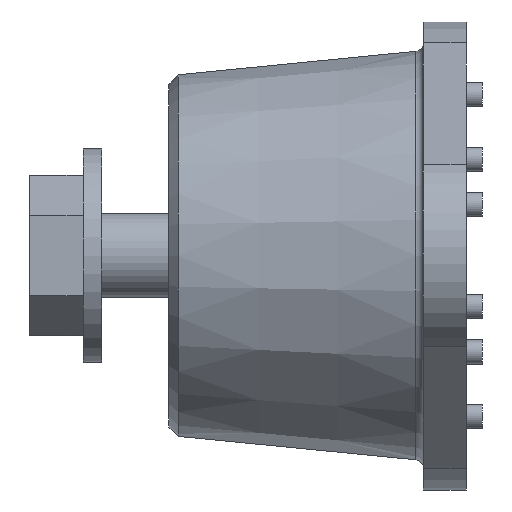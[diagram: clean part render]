
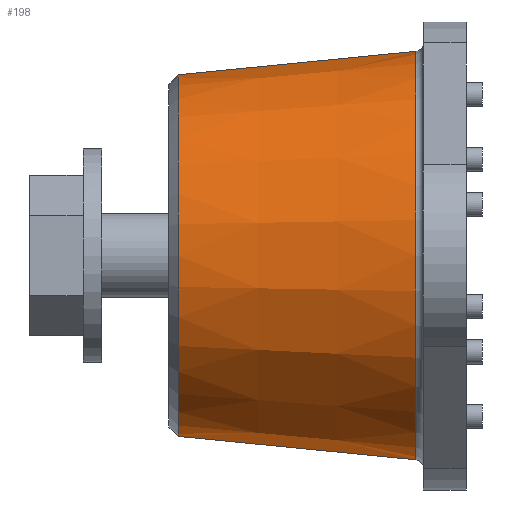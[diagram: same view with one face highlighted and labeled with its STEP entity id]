
A CAD part, left-side view. The second image highlights one B-rep face of the part: STEP entity #198.
In plain terms, the highlighted conical face has half-angle 5.618 degrees and reference radius 19.431 mm.
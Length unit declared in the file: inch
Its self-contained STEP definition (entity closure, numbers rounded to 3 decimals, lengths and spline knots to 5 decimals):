
#68 = EDGE_CURVE ( 'NONE', #722, #1617, #816, .T. ) ;
#99 = LINE ( 'NONE', #561, #884 ) ;
#198 = ADVANCED_FACE ( 'NONE', ( #541 ), #532, .T. ) ;
#202 = EDGE_CURVE ( 'NONE', #302, #1617, #2263, .T. ) ;
#302 = VERTEX_POINT ( 'NONE', #942 ) ;
#406 = CARTESIAN_POINT ( 'NONE',  ( 0., 1.075, 0. ) ) ;
#532 = CONICAL_SURFACE ( 'NONE', #1982, 0.765, 0.098 ) ;
#533 = EDGE_LOOP ( 'NONE', ( #1732, #2458, #2501, #785 ) ) ;
#541 = FACE_OUTER_BOUND ( 'NONE', #533, .T. ) ;
#561 = CARTESIAN_POINT ( 'NONE',  ( 0., 0.16, -0.765 ) ) ;
#623 = DIRECTION ( 'NONE',  ( 0., 0., 1. ) ) ;
#659 = EDGE_CURVE ( 'NONE', #302, #1798, #1746, .T. ) ;
#722 = VERTEX_POINT ( 'NONE', #2086 ) ;
#785 = ORIENTED_EDGE ( 'NONE', *, *, #68, .T. ) ;
#816 = CIRCLE ( 'NONE', #2639, 0.76223 ) ;
#884 = VECTOR ( 'NONE', #2222, 39.37008 ) ;
#915 = CARTESIAN_POINT ( 'NONE',  ( 0., 0.16, 0.765 ) ) ;
#942 = CARTESIAN_POINT ( 'NONE',  ( 0., 1.075, 0.675 ) ) ;
#1391 = DIRECTION ( 'NONE',  ( 0., 0., -1. ) ) ;
#1555 = DIRECTION ( 'NONE',  ( 0., 0., -1. ) ) ;
#1560 = EDGE_CURVE ( 'NONE', #1798, #722, #99, .T. ) ;
#1580 = DIRECTION ( 'NONE',  ( 0., -1., 0. ) ) ;
#1586 = DIRECTION ( 'NONE',  ( 0., -0.995, 0.098 ) ) ;
#1617 = VERTEX_POINT ( 'NONE', #2697 ) ;
#1732 = ORIENTED_EDGE ( 'NONE', *, *, #202, .F. ) ;
#1746 = CIRCLE ( 'NONE', #2153, 0.675 ) ;
#1798 = VERTEX_POINT ( 'NONE', #2536 ) ;
#1808 = CARTESIAN_POINT ( 'NONE',  ( 0., 0.18819, 0. ) ) ;
#1982 = AXIS2_PLACEMENT_3D ( 'NONE', #2822, #3086, #1391 ) ;
#2064 = DIRECTION ( 'NONE',  ( 0., 1., 0. ) ) ;
#2086 = CARTESIAN_POINT ( 'NONE',  ( 0., 0.18819, -0.76223 ) ) ;
#2153 = AXIS2_PLACEMENT_3D ( 'NONE', #406, #1580, #1555 ) ;
#2222 = DIRECTION ( 'NONE',  ( 0., -0.995, -0.098 ) ) ;
#2263 = LINE ( 'NONE', #915, #3069 ) ;
#2458 = ORIENTED_EDGE ( 'NONE', *, *, #659, .T. ) ;
#2501 = ORIENTED_EDGE ( 'NONE', *, *, #1560, .T. ) ;
#2536 = CARTESIAN_POINT ( 'NONE',  ( 0., 1.075, -0.675 ) ) ;
#2639 = AXIS2_PLACEMENT_3D ( 'NONE', #1808, #2064, #623 ) ;
#2697 = CARTESIAN_POINT ( 'NONE',  ( 0., 0.18819, 0.76223 ) ) ;
#2822 = CARTESIAN_POINT ( 'NONE',  ( 0., 0.16, 0. ) ) ;
#3069 = VECTOR ( 'NONE', #1586, 39.37008 ) ;
#3086 = DIRECTION ( 'NONE',  ( 0., -1., 0. ) ) ;
